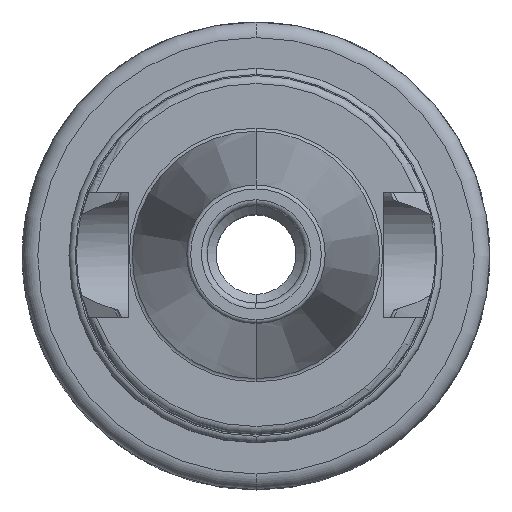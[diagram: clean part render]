
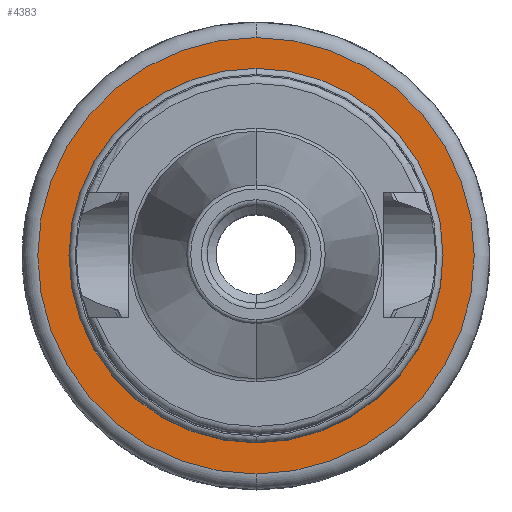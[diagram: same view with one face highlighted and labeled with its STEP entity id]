
A CAD part, top view. The second image highlights one B-rep face of the part: STEP entity #4383.
In plain terms, the highlighted planar face has unit normal (0, 0, 1).
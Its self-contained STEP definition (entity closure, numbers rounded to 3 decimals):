
#1317=CARTESIAN_POINT('',(0,0,-40));
#1318=DIRECTION('',(0,0,1));
#1319=DIRECTION('',(0,1,0));
#1320=AXIS2_PLACEMENT_3D('',#1317,#1318,#1319);
#1322=CARTESIAN_POINT('',(0,0,-40));
#1323=DIRECTION('',(0,0,1));
#1324=DIRECTION('',(0,-1,0));
#1325=AXIS2_PLACEMENT_3D('',#1322,#1323,#1324);
#1337=CARTESIAN_POINT('',(0,0,-40));
#1338=DIRECTION('',(0,0,-1));
#1339=DIRECTION('',(0,1,0));
#1340=AXIS2_PLACEMENT_3D('',#1337,#1338,#1339);
#2133=CARTESIAN_POINT('',(0,0,-40));
#2134=DIRECTION('',(0,0,-1));
#2135=DIRECTION('',(0,-1,0));
#2136=AXIS2_PLACEMENT_3D('',#2133,#2134,#2135);
#2613=CARTESIAN_POINT('',(0,28,-40));
#2614=CARTESIAN_POINT('',(0,-28,-40));
#2615=VERTEX_POINT('',#2613);
#2616=VERTEX_POINT('',#2614);
#2860=CARTESIAN_POINT('',(0,24,-40));
#2861=CARTESIAN_POINT('',(0,-24,-40));
#2862=VERTEX_POINT('',#2860);
#2863=VERTEX_POINT('',#2861);
#4367=CARTESIAN_POINT('',(0,0,-40));
#4368=DIRECTION('',(0,0,-1));
#4369=DIRECTION('',(0,-1,0));
#4370=AXIS2_PLACEMENT_3D('',#4367,#4368,#4369);
#4371=PLANE('',#4370);
#4372=ORIENTED_EDGE('',*,*,#4357,.F.);
#4374=ORIENTED_EDGE('',*,*,#4373,.F.);
#4375=EDGE_LOOP('',(#4372,#4374));
#4376=FACE_OUTER_BOUND('',#4375,.F.);
#4378=ORIENTED_EDGE('',*,*,#4377,.F.);
#4380=ORIENTED_EDGE('',*,*,#4379,.F.);
#4381=EDGE_LOOP('',(#4378,#4380));
#4382=FACE_BOUND('',#4381,.F.);
#4383=ADVANCED_FACE('',(#4376,#4382),#4371,.F.);
#1321=CIRCLE('',#1320,28);
#1326=CIRCLE('',#1325,28);
#1341=CIRCLE('',#1340,24);
#2137=CIRCLE('',#2136,24);
#4357=EDGE_CURVE('',#2615,#2616,#1321,.T.);
#4373=EDGE_CURVE('',#2616,#2615,#1326,.T.);
#4377=EDGE_CURVE('',#2862,#2863,#1341,.T.);
#4379=EDGE_CURVE('',#2863,#2862,#2137,.T.);
